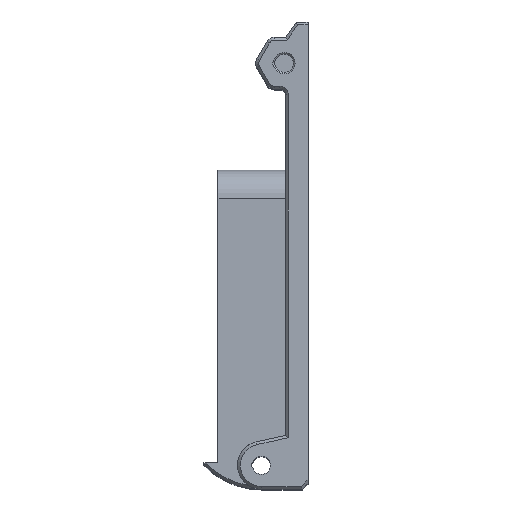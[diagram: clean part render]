
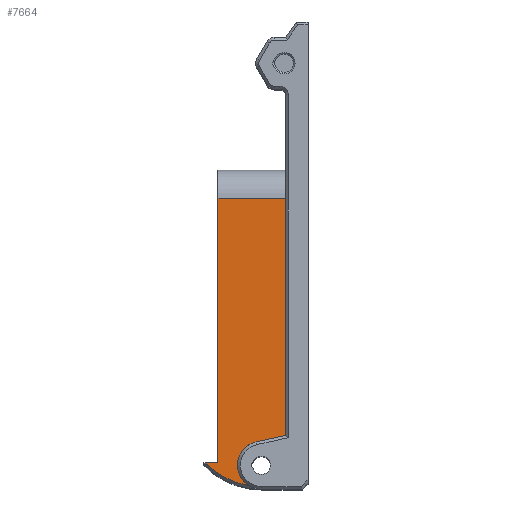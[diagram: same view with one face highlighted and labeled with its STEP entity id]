
A CAD part, top view. The second image highlights one B-rep face of the part: STEP entity #7664.
In plain terms, the highlighted planar face has unit normal (0, 0, 1).
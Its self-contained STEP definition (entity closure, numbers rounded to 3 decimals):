
#116=PLANE('',#8236);
#594=FACE_OUTER_BOUND('',#1079,.T.);
#1079=EDGE_LOOP('',(#5719,#5720,#5721,#5722,#5723,#5724,#5725,#5726));
#1623=LINE('',#10970,#2477);
#1650=LINE('',#11032,#2504);
#1806=LINE('',#11397,#2660);
#1824=LINE('',#11803,#2678);
#1825=LINE('',#11805,#2679);
#1826=LINE('',#11806,#2680);
#2477=VECTOR('',#8886,1000.);
#2504=VECTOR('',#8925,1000.);
#2660=VECTOR('',#9171,1000.);
#2678=VECTOR('',#9231,1000.);
#2679=VECTOR('',#9234,1000.);
#2680=VECTOR('',#9235,1000.);
#3351=CIRCLE('',#8172,4.25);
#3387=CIRCLE('',#8237,13.792);
#3556=VERTEX_POINT('',#10967);
#3557=VERTEX_POINT('',#10969);
#3586=VERTEX_POINT('',#11030);
#3591=VERTEX_POINT('',#11043);
#3592=VERTEX_POINT('',#11044);
#3741=VERTEX_POINT('',#11394);
#3742=VERTEX_POINT('',#11396);
#3807=VERTEX_POINT('',#11802);
#4258=EDGE_CURVE('',#3556,#3557,#1623,.T.);
#4290=EDGE_CURVE('',#3556,#3586,#1650,.T.);
#4296=EDGE_CURVE('',#3591,#3592,#3351,.T.);
#4466=EDGE_CURVE('',#3742,#3741,#1806,.T.);
#4537=EDGE_CURVE('',#3586,#3807,#1824,.T.);
#4538=EDGE_CURVE('',#3807,#3591,#3387,.T.);
#4539=EDGE_CURVE('',#3592,#3742,#1825,.T.);
#4540=EDGE_CURVE('',#3741,#3557,#1826,.T.);
#5719=ORIENTED_EDGE('',*,*,#4290,.T.);
#5720=ORIENTED_EDGE('',*,*,#4537,.T.);
#5721=ORIENTED_EDGE('',*,*,#4538,.T.);
#5722=ORIENTED_EDGE('',*,*,#4296,.T.);
#5723=ORIENTED_EDGE('',*,*,#4539,.T.);
#5724=ORIENTED_EDGE('',*,*,#4466,.T.);
#5725=ORIENTED_EDGE('',*,*,#4540,.T.);
#5726=ORIENTED_EDGE('',*,*,#4258,.F.);
#7664=ADVANCED_FACE('',(#594),#116,.F.);
#8172=AXIS2_PLACEMENT_3D('',#11045,#8933,#8934);
#8236=AXIS2_PLACEMENT_3D('',#11801,#9229,#9230);
#8237=AXIS2_PLACEMENT_3D('',#11804,#9232,#9233);
#8886=DIRECTION('',(0.,1.,0.));
#8925=DIRECTION('',(-1.,0.,0.));
#8933=DIRECTION('center_axis',(0.,0.,-1.));
#8934=DIRECTION('ref_axis',(1.,0.,0.));
#9171=DIRECTION('',(0.,1.,0.));
#9229=DIRECTION('center_axis',(0.,0.,-1.));
#9230=DIRECTION('ref_axis',(-1.,0.,0.));
#9231=DIRECTION('',(0.,-1.,0.));
#9232=DIRECTION('center_axis',(0.,0.,1.));
#9233=DIRECTION('ref_axis',(-1.,0.,0.));
#9234=DIRECTION('',(0.976,0.218,0.));
#9235=DIRECTION('',(-1.,0.,0.));
#10967=CARTESIAN_POINT('',(4.047,4.75,-13.461));
#10969=CARTESIAN_POINT('',(4.047,51.512,-13.461));
#10970=CARTESIAN_POINT('',(4.047,4.75,-13.461));
#11030=CARTESIAN_POINT('',(2.047,4.75,-13.461));
#11032=CARTESIAN_POINT('',(1.547,4.75,-13.461));
#11043=CARTESIAN_POINT('',(9.411,0.699,-13.461));
#11044=CARTESIAN_POINT('',(10.821,8.398,-13.461));
#11045=CARTESIAN_POINT('Origin',(11.747,4.25,-13.461));
#11394=CARTESIAN_POINT('',(15.997,51.512,-13.461));
#11396=CARTESIAN_POINT('',(15.997,9.553,-13.461));
#11397=CARTESIAN_POINT('',(15.997,42.406,-13.461));
#11801=CARTESIAN_POINT('Origin',(5.547,42.406,-13.461));
#11802=CARTESIAN_POINT('',(2.047,4.487,-13.461));
#11803=CARTESIAN_POINT('',(2.047,4.281,-13.461));
#11804=CARTESIAN_POINT('Origin',(11.747,14.292,-13.461));
#11805=CARTESIAN_POINT('',(17.997,10.,-13.461));
#11806=CARTESIAN_POINT('',(15.997,51.512,-13.461));
